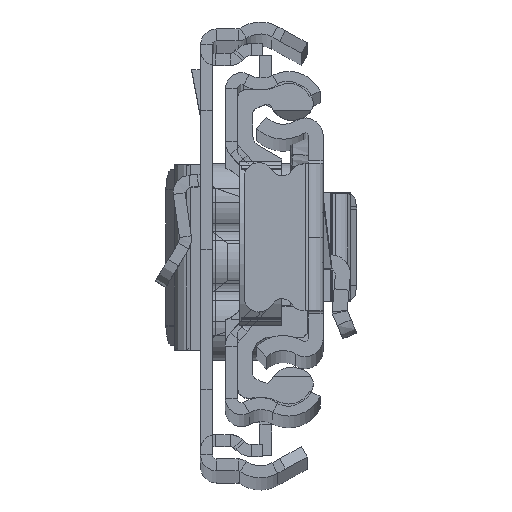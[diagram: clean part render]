
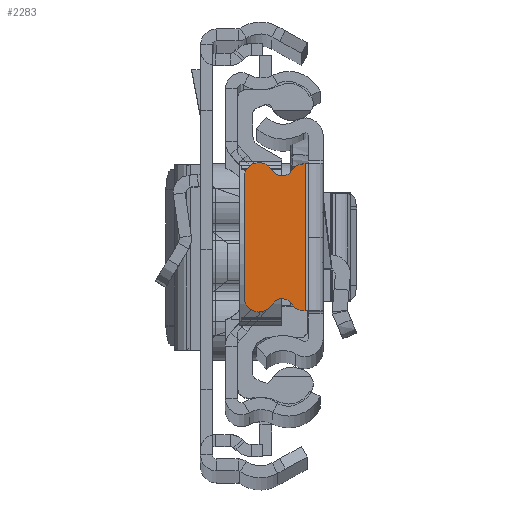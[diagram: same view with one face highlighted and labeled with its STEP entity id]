
A CAD part, top view. The second image highlights one B-rep face of the part: STEP entity #2283.
In plain terms, the highlighted planar face has unit normal (0, 0, 1).
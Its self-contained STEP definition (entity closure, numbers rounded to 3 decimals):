
#1647 = AXIS2_PLACEMENT_3D ( 'NONE', #20123, #1824, #9961 ) ;
#1824 = DIRECTION ( 'NONE',  ( 0., 0., 1. ) ) ;
#1996 = ORIENTED_EDGE ( 'NONE', *, *, #6974, .F. ) ;
#2120 = DIRECTION ( 'NONE',  ( 0., 0., -1. ) ) ;
#2283 = ADVANCED_FACE ( 'NONE', ( #4928 ), #15469, .T. ) ;
#2284 = DIRECTION ( 'NONE',  ( 1., 0., 0. ) ) ;
#2462 = DIRECTION ( 'NONE',  ( 0., 0., -1. ) ) ;
#2476 = CIRCLE ( 'NONE', #1647, 1.5 ) ;
#2879 = LINE ( 'NONE', #19029, #20606 ) ;
#2929 = DIRECTION ( 'NONE',  ( 1., 0., 0. ) ) ;
#3322 = DIRECTION ( 'NONE',  ( 1., 0., 0. ) ) ;
#3330 = VERTEX_POINT ( 'NONE', #14554 ) ;
#3389 = EDGE_CURVE ( 'NONE', #4859, #3330, #7265, .T. ) ;
#4696 = DIRECTION ( 'NONE',  ( 1., 0., 0. ) ) ;
#4859 = VERTEX_POINT ( 'NONE', #13559 ) ;
#4871 = EDGE_CURVE ( 'NONE', #26429, #4859, #23885, .T. ) ;
#4928 = FACE_OUTER_BOUND ( 'NONE', #18772, .T. ) ;
#5197 = CARTESIAN_POINT ( 'NONE',  ( 694.071, 0., 0. ) ) ;
#5998 = CARTESIAN_POINT ( 'NONE',  ( -1.75, 7.37, 0. ) ) ;
#6087 = CARTESIAN_POINT ( 'NONE',  ( -1.929, -7.37, 0. ) ) ;
#6091 = VERTEX_POINT ( 'NONE', #20645 ) ;
#6302 = CARTESIAN_POINT ( 'NONE',  ( -1.929, 7.37, 0. ) ) ;
#6441 = CARTESIAN_POINT ( 'NONE',  ( -1.75, -7.37, 0. ) ) ;
#6564 = CARTESIAN_POINT ( 'NONE',  ( -1.929, -5.87, 0. ) ) ;
#6603 = DIRECTION ( 'NONE',  ( -1., 0., 0. ) ) ;
#6757 = ORIENTED_EDGE ( 'NONE', *, *, #24917, .T. ) ;
#6974 = EDGE_CURVE ( 'NONE', #26055, #9442, #15910, .T. ) ;
#7237 = EDGE_CURVE ( 'NONE', #26055, #7964, #2476, .T. ) ;
#7265 = CIRCLE ( 'NONE', #13204, 1.5 ) ;
#7751 = EDGE_CURVE ( 'NONE', #20930, #6091, #12056, .T. ) ;
#7964 = VERTEX_POINT ( 'NONE', #9238 ) ;
#8076 = ORIENTED_EDGE ( 'NONE', *, *, #24954, .T. ) ;
#8611 = CARTESIAN_POINT ( 'NONE',  ( -4.142, -7.236, 0. ) ) ;
#8733 = CARTESIAN_POINT ( 'NONE',  ( -3.206, -6.658, 0. ) ) ;
#9238 = CARTESIAN_POINT ( 'NONE',  ( -3.206, 6.658, 0. ) ) ;
#9442 = VERTEX_POINT ( 'NONE', #5998 ) ;
#9654 = CIRCLE ( 'NONE', #22047, 1.5 ) ;
#9961 = DIRECTION ( 'NONE',  ( -1., 0., 0. ) ) ;
#10197 = CIRCLE ( 'NONE', #11041, 1.5 ) ;
#10222 = CARTESIAN_POINT ( 'NONE',  ( -1.929, 7.37, 0. ) ) ;
#10313 = EDGE_CURVE ( 'NONE', #12544, #6091, #9654, .T. ) ;
#11041 = AXIS2_PLACEMENT_3D ( 'NONE', #12985, #18877, #6603 ) ;
#11865 = VECTOR ( 'NONE', #14205, 1000. ) ;
#12056 = LINE ( 'NONE', #6087, #11865 ) ;
#12198 = ORIENTED_EDGE ( 'NONE', *, *, #10313, .T. ) ;
#12544 = VERTEX_POINT ( 'NONE', #8733 ) ;
#12985 = CARTESIAN_POINT ( 'NONE',  ( -6.429, 6., 0. ) ) ;
#13204 = AXIS2_PLACEMENT_3D ( 'NONE', #23648, #23778, #3322 ) ;
#13455 = ORIENTED_EDGE ( 'NONE', *, *, #7237, .T. ) ;
#13559 = CARTESIAN_POINT ( 'NONE',  ( -7.929, -6., 0. ) ) ;
#14205 = DIRECTION ( 'NONE',  ( -1., 0., 0. ) ) ;
#14554 = CARTESIAN_POINT ( 'NONE',  ( -5.109, -6.713, 0. ) ) ;
#14696 = DIRECTION ( 'NONE',  ( 0., 0., 1. ) ) ;
#15469 = PLANE ( 'NONE',  #17889 ) ;
#15910 = LINE ( 'NONE', #6302, #21261 ) ;
#15956 = VERTEX_POINT ( 'NONE', #25527 ) ;
#16139 = DIRECTION ( 'NONE',  ( 1., 0., 0. ) ) ;
#16811 = ORIENTED_EDGE ( 'NONE', *, *, #17838, .F. ) ;
#16814 = CARTESIAN_POINT ( 'NONE',  ( -7.929, -6., 0. ) ) ;
#16859 = CIRCLE ( 'NONE', #22442, 1.1 ) ;
#17437 = VECTOR ( 'NONE', #20843, 1000. ) ;
#17838 = EDGE_CURVE ( 'NONE', #9442, #20930, #2879, .T. ) ;
#17889 = AXIS2_PLACEMENT_3D ( 'NONE', #5197, #23774, #2929 ) ;
#18772 = EDGE_LOOP ( 'NONE', ( #16811, #1996, #13455, #21331, #8076, #25948, #25595, #6757, #12198, #20566 ) ) ;
#18877 = DIRECTION ( 'NONE',  ( 0., 0., 1. ) ) ;
#19029 = CARTESIAN_POINT ( 'NONE',  ( -1.75, 0., 0. ) ) ;
#19156 = DIRECTION ( 'NONE',  ( -1., 0., 0. ) ) ;
#20123 = CARTESIAN_POINT ( 'NONE',  ( -1.929, 5.87, 0. ) ) ;
#20566 = ORIENTED_EDGE ( 'NONE', *, *, #7751, .F. ) ;
#20606 = VECTOR ( 'NONE', #21455, 1000. ) ;
#20645 = CARTESIAN_POINT ( 'NONE',  ( -1.929, -7.37, 0. ) ) ;
#20843 = DIRECTION ( 'NONE',  ( 0., -1., 0. ) ) ;
#20930 = VERTEX_POINT ( 'NONE', #6441 ) ;
#21261 = VECTOR ( 'NONE', #2284, 1000. ) ;
#21331 = ORIENTED_EDGE ( 'NONE', *, *, #22660, .T. ) ;
#21455 = DIRECTION ( 'NONE',  ( 0., -1., 0. ) ) ;
#21735 = CIRCLE ( 'NONE', #26435, 1.1 ) ;
#22047 = AXIS2_PLACEMENT_3D ( 'NONE', #6564, #14696, #4696 ) ;
#22442 = AXIS2_PLACEMENT_3D ( 'NONE', #24563, #2120, #16139 ) ;
#22660 = EDGE_CURVE ( 'NONE', #7964, #15956, #16859, .T. ) ;
#23648 = CARTESIAN_POINT ( 'NONE',  ( -6.429, -6., 0. ) ) ;
#23774 = DIRECTION ( 'NONE',  ( 0., 0., 1. ) ) ;
#23778 = DIRECTION ( 'NONE',  ( 0., 0., 1. ) ) ;
#23885 = LINE ( 'NONE', #16814, #17437 ) ;
#24563 = CARTESIAN_POINT ( 'NONE',  ( -4.142, 7.236, 0. ) ) ;
#24638 = CARTESIAN_POINT ( 'NONE',  ( -7.929, 6., 0. ) ) ;
#24917 = EDGE_CURVE ( 'NONE', #3330, #12544, #21735, .T. ) ;
#24954 = EDGE_CURVE ( 'NONE', #15956, #26429, #10197, .T. ) ;
#25527 = CARTESIAN_POINT ( 'NONE',  ( -5.109, 6.713, 0. ) ) ;
#25595 = ORIENTED_EDGE ( 'NONE', *, *, #3389, .T. ) ;
#25948 = ORIENTED_EDGE ( 'NONE', *, *, #4871, .T. ) ;
#26055 = VERTEX_POINT ( 'NONE', #10222 ) ;
#26429 = VERTEX_POINT ( 'NONE', #24638 ) ;
#26435 = AXIS2_PLACEMENT_3D ( 'NONE', #8611, #2462, #19156 ) ;
